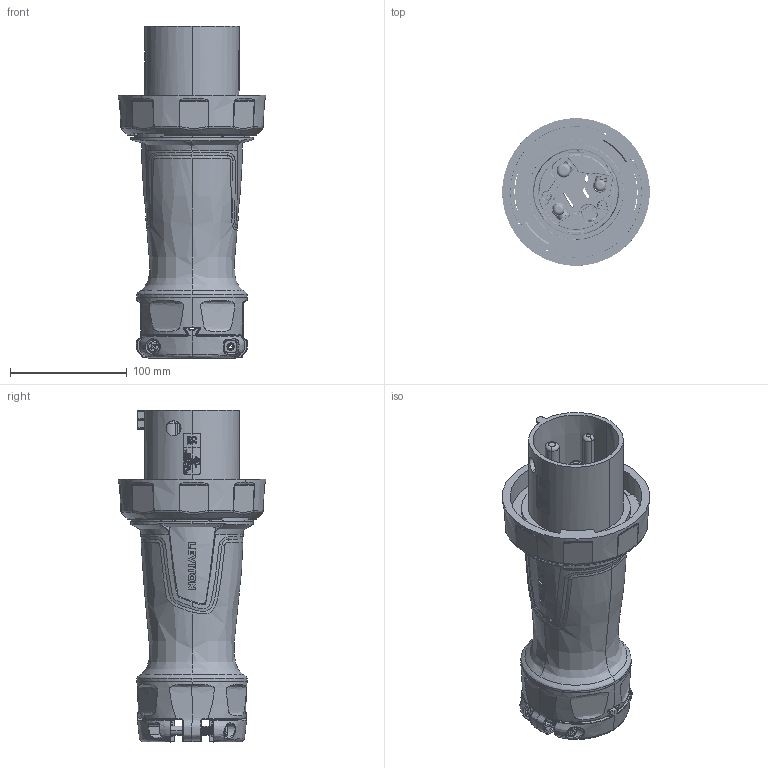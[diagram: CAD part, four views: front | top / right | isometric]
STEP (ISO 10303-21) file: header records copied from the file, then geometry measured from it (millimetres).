
FILE_DESCRIPTION (( 'STEP AP214' ), '1' );
FILE_NAME ('ORB4381-M02.STEP', '2019-03-06T16:55:07', ( '' ), ( '' ), 'SwSTEP 2.0', 'SolidWorks 2017', '' );
FILE_SCHEMA (( 'AUTOMOTIVE_DESIGN' ));
Length unit declared in the file: inch
Products named in the file (1): ORB4381-M02
Bounding box: 126.53 x 126.53 x 284.8 mm (x, y, z)
Surface area: 305781 mm2 (no closed solid volume)
Topology: 0 solids, 104 shells, 2410 faces, 10235 edges, 7631 vertices
Faces by surface type: bspline 777, plane 694, cylinder 669, cone 180, torus 77, sphere 13
Entity records: 269118 total; most frequent: CARTESIAN_POINT 169021, ORIENTED_EDGE 14420, DIRECTION 10645, EDGE_CURVE 10183, VERTEX_POINT 7631, LINE 3653, VECTOR 3653, AXIS2_PLACEMENT_3D 3496
